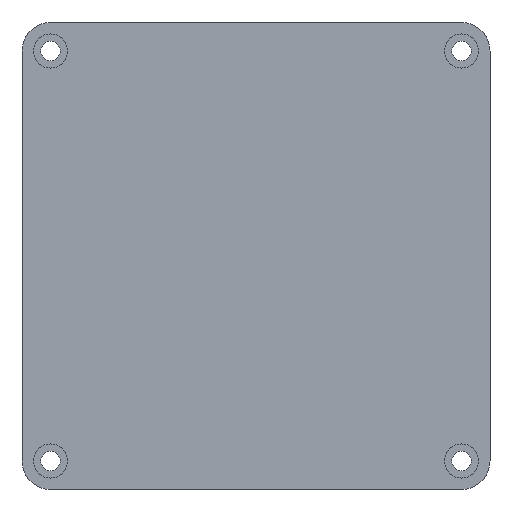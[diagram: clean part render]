
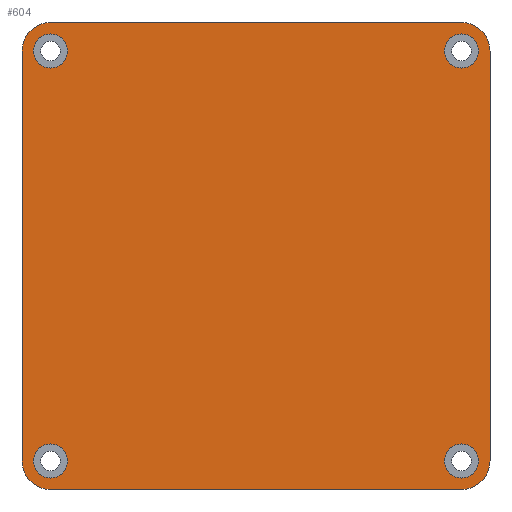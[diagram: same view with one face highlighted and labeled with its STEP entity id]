
A CAD part, front view. The second image highlights one B-rep face of the part: STEP entity #604.
In plain terms, the highlighted planar face has unit normal (0, -1, 0).
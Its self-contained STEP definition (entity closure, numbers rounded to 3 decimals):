
#19=FACE_BOUND('',#109,.T.);
#20=FACE_BOUND('',#110,.T.);
#21=FACE_BOUND('',#111,.T.);
#22=FACE_BOUND('',#112,.T.);
#40=PLANE('',#680);
#70=FACE_OUTER_BOUND('',#108,.T.);
#108=EDGE_LOOP('',(#527,#528,#529,#530,#531,#532,#533,#534));
#109=EDGE_LOOP('',(#535));
#110=EDGE_LOOP('',(#536));
#111=EDGE_LOOP('',(#537));
#112=EDGE_LOOP('',(#538));
#148=LINE('',#957,#199);
#155=LINE('',#973,#206);
#158=LINE('',#981,#209);
#161=LINE('',#989,#212);
#199=VECTOR('',#760,10.);
#206=VECTOR('',#779,10.);
#209=VECTOR('',#788,10.);
#212=VECTOR('',#797,10.);
#243=CIRCLE('',#652,5.);
#244=CIRCLE('',#655,5.);
#245=CIRCLE('',#658,5.);
#246=CIRCLE('',#661,5.);
#248=CIRCLE('',#668,3.);
#250=CIRCLE('',#671,3.);
#252=CIRCLE('',#674,3.);
#254=CIRCLE('',#677,3.);
#291=VERTEX_POINT('',#954);
#292=VERTEX_POINT('',#956);
#294=VERTEX_POINT('',#967);
#295=VERTEX_POINT('',#971);
#296=VERTEX_POINT('',#975);
#297=VERTEX_POINT('',#979);
#298=VERTEX_POINT('',#983);
#299=VERTEX_POINT('',#987);
#303=VERTEX_POINT('',#1006);
#305=VERTEX_POINT('',#1012);
#307=VERTEX_POINT('',#1018);
#309=VERTEX_POINT('',#1024);
#352=EDGE_CURVE('',#292,#291,#148,.T.);
#359=EDGE_CURVE('',#294,#291,#243,.T.);
#361=EDGE_CURVE('',#294,#295,#155,.T.);
#363=EDGE_CURVE('',#296,#295,#244,.T.);
#365=EDGE_CURVE('',#296,#297,#158,.T.);
#367=EDGE_CURVE('',#298,#297,#245,.T.);
#369=EDGE_CURVE('',#298,#299,#161,.T.);
#370=EDGE_CURVE('',#292,#299,#246,.T.);
#378=EDGE_CURVE('',#303,#303,#248,.T.);
#381=EDGE_CURVE('',#305,#305,#250,.T.);
#384=EDGE_CURVE('',#307,#307,#252,.T.);
#387=EDGE_CURVE('',#309,#309,#254,.T.);
#527=ORIENTED_EDGE('',*,*,#359,.F.);
#528=ORIENTED_EDGE('',*,*,#361,.T.);
#529=ORIENTED_EDGE('',*,*,#363,.F.);
#530=ORIENTED_EDGE('',*,*,#365,.T.);
#531=ORIENTED_EDGE('',*,*,#367,.F.);
#532=ORIENTED_EDGE('',*,*,#369,.T.);
#533=ORIENTED_EDGE('',*,*,#370,.F.);
#534=ORIENTED_EDGE('',*,*,#352,.T.);
#535=ORIENTED_EDGE('',*,*,#387,.F.);
#536=ORIENTED_EDGE('',*,*,#381,.F.);
#537=ORIENTED_EDGE('',*,*,#384,.F.);
#538=ORIENTED_EDGE('',*,*,#378,.F.);
#604=ADVANCED_FACE('',(#70,#19,#20,#21,#22),#40,.F.);
#652=AXIS2_PLACEMENT_3D('',#969,#774,#775);
#655=AXIS2_PLACEMENT_3D('',#977,#783,#784);
#658=AXIS2_PLACEMENT_3D('',#985,#792,#793);
#661=AXIS2_PLACEMENT_3D('',#991,#800,#801);
#668=AXIS2_PLACEMENT_3D('',#1008,#820,#821);
#671=AXIS2_PLACEMENT_3D('',#1014,#827,#828);
#674=AXIS2_PLACEMENT_3D('',#1020,#834,#835);
#677=AXIS2_PLACEMENT_3D('',#1026,#841,#842);
#680=AXIS2_PLACEMENT_3D('',#1030,#848,#849);
#760=DIRECTION('',(1.,0.,0.));
#774=DIRECTION('center_axis',(0.,1.,0.));
#775=DIRECTION('ref_axis',(0.707,0.,-0.707));
#779=DIRECTION('',(0.,0.,1.));
#783=DIRECTION('center_axis',(0.,1.,0.));
#784=DIRECTION('ref_axis',(0.707,0.,0.707));
#788=DIRECTION('',(-1.,0.,0.));
#792=DIRECTION('center_axis',(0.,1.,0.));
#793=DIRECTION('ref_axis',(-0.707,0.,0.707));
#797=DIRECTION('',(0.,0.,-1.));
#800=DIRECTION('center_axis',(0.,1.,0.));
#801=DIRECTION('ref_axis',(-0.707,0.,-0.707));
#820=DIRECTION('center_axis',(0.,-1.,0.));
#821=DIRECTION('ref_axis',(1.,0.,0.));
#827=DIRECTION('center_axis',(0.,-1.,0.));
#828=DIRECTION('ref_axis',(1.,0.,0.));
#834=DIRECTION('center_axis',(0.,-1.,0.));
#835=DIRECTION('ref_axis',(1.,0.,0.));
#841=DIRECTION('center_axis',(0.,-1.,0.));
#842=DIRECTION('ref_axis',(1.,0.,0.));
#848=DIRECTION('center_axis',(0.,1.,0.));
#849=DIRECTION('ref_axis',(1.,0.,0.));
#954=CARTESIAN_POINT('',(67.644,0.,-9.5));
#956=CARTESIAN_POINT('',(-4.5,0.,-9.5));
#957=CARTESIAN_POINT('',(-9.5,0.,-9.5));
#967=CARTESIAN_POINT('',(72.644,0.,-4.5));
#969=CARTESIAN_POINT('Origin',(67.644,0.,-4.5));
#971=CARTESIAN_POINT('',(72.644,0.,67.463));
#973=CARTESIAN_POINT('',(72.644,0.,-9.5));
#975=CARTESIAN_POINT('',(67.644,0.,72.463));
#977=CARTESIAN_POINT('Origin',(67.644,0.,67.463));
#979=CARTESIAN_POINT('',(-4.5,0.,72.463));
#981=CARTESIAN_POINT('',(72.644,0.,72.463));
#983=CARTESIAN_POINT('',(-9.5,0.,67.463));
#985=CARTESIAN_POINT('Origin',(-4.5,0.,67.463));
#987=CARTESIAN_POINT('',(-9.5,0.,-4.5));
#989=CARTESIAN_POINT('',(-9.5,0.,72.463));
#991=CARTESIAN_POINT('Origin',(-4.5,0.,-4.5));
#1006=CARTESIAN_POINT('',(64.644,0.,67.463));
#1008=CARTESIAN_POINT('Origin',(67.644,0.,67.463));
#1012=CARTESIAN_POINT('',(64.644,0.,-4.5));
#1014=CARTESIAN_POINT('Origin',(67.644,0.,-4.5));
#1018=CARTESIAN_POINT('',(-7.5,0.,-4.5));
#1020=CARTESIAN_POINT('Origin',(-4.5,0.,-4.5));
#1024=CARTESIAN_POINT('',(-7.5,0.,67.463));
#1026=CARTESIAN_POINT('Origin',(-4.5,0.,67.463));
#1030=CARTESIAN_POINT('Origin',(31.572,0.,31.482));
